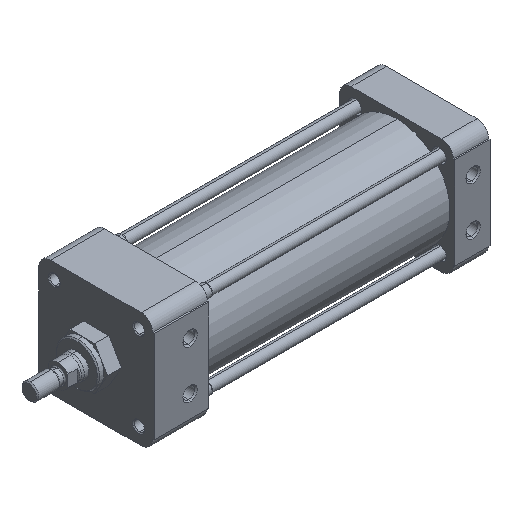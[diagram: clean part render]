
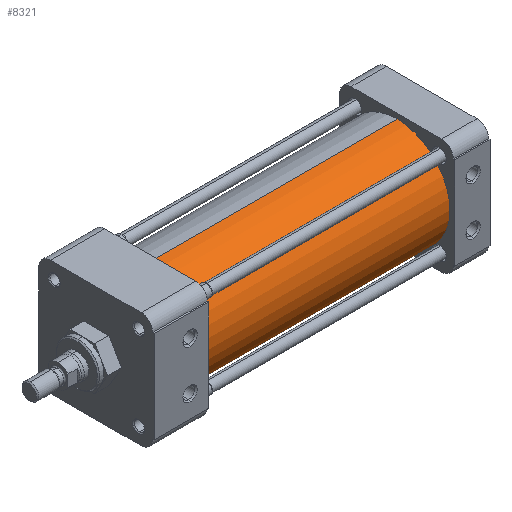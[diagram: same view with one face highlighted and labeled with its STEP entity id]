
A CAD part, isometric view. The second image highlights one B-rep face of the part: STEP entity #8321.
In plain terms, the highlighted cylindrical face has radius 34.925 mm (diameter 69.85 mm), a partial arc.
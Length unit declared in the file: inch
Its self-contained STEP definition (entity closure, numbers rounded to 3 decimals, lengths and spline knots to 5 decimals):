
#426 = VECTOR ( 'NONE', #10920, 39.37008 ) ;
#430 = EDGE_LOOP ( 'NONE', ( #11073, #6119, #13326, #5531 ) ) ;
#539 = VERTEX_POINT ( 'NONE', #11635 ) ;
#1292 = AXIS2_PLACEMENT_3D ( 'NONE', #6122, #14082, #7247 ) ;
#1944 = CIRCLE ( 'NONE', #13763, 1.375 ) ;
#3099 = CARTESIAN_POINT ( 'NONE',  ( 7.826, 0., 0. ) ) ;
#3796 = CARTESIAN_POINT ( 'NONE',  ( 7.826, 0., 1.375 ) ) ;
#3923 = DIRECTION ( 'NONE',  ( 0., 0., -1. ) ) ;
#4218 = DIRECTION ( 'NONE',  ( 0., 0., -1. ) ) ;
#4258 = EDGE_CURVE ( 'NONE', #14251, #539, #14423, .T. ) ;
#4503 = CIRCLE ( 'NONE', #1292, 1.375 ) ;
#4651 = AXIS2_PLACEMENT_3D ( 'NONE', #5001, #6126, #3923 ) ;
#5001 = CARTESIAN_POINT ( 'NONE',  ( 7.826, 0., 0. ) ) ;
#5281 = CYLINDRICAL_SURFACE ( 'NONE', #4651, 1.375 ) ;
#5531 = ORIENTED_EDGE ( 'NONE', *, *, #13360, .T. ) ;
#6119 = ORIENTED_EDGE ( 'NONE', *, *, #7425, .T. ) ;
#6122 = CARTESIAN_POINT ( 'NONE',  ( 1.42, 0., 0. ) ) ;
#6126 = DIRECTION ( 'NONE',  ( 1., 0., 0. ) ) ;
#6376 = LINE ( 'NONE', #9804, #426 ) ;
#6859 = EDGE_CURVE ( 'NONE', #8477, #7632, #6376, .T. ) ;
#7114 = CARTESIAN_POINT ( 'NONE',  ( 1.42, 0., 1.375 ) ) ;
#7247 = DIRECTION ( 'NONE',  ( 0., 0., -1. ) ) ;
#7425 = EDGE_CURVE ( 'NONE', #14251, #8477, #4503, .T. ) ;
#7632 = VERTEX_POINT ( 'NONE', #11040 ) ;
#8306 = VECTOR ( 'NONE', #14017, 39.37008 ) ;
#8321 = ADVANCED_FACE ( 'NONE', ( #9704 ), #5281, .T. ) ;
#8477 = VERTEX_POINT ( 'NONE', #9837 ) ;
#9704 = FACE_OUTER_BOUND ( 'NONE', #430, .T. ) ;
#9804 = CARTESIAN_POINT ( 'NONE',  ( 7.826, 0., -1.375 ) ) ;
#9837 = CARTESIAN_POINT ( 'NONE',  ( 1.42, 0., -1.375 ) ) ;
#10920 = DIRECTION ( 'NONE',  ( 1., 0., 0. ) ) ;
#10994 = DIRECTION ( 'NONE',  ( -1., 0., 0. ) ) ;
#11040 = CARTESIAN_POINT ( 'NONE',  ( 7.826, 0., -1.375 ) ) ;
#11073 = ORIENTED_EDGE ( 'NONE', *, *, #4258, .F. ) ;
#11635 = CARTESIAN_POINT ( 'NONE',  ( 7.826, 0., 1.375 ) ) ;
#13326 = ORIENTED_EDGE ( 'NONE', *, *, #6859, .T. ) ;
#13360 = EDGE_CURVE ( 'NONE', #7632, #539, #1944, .T. ) ;
#13763 = AXIS2_PLACEMENT_3D ( 'NONE', #3099, #10994, #4218 ) ;
#14017 = DIRECTION ( 'NONE',  ( 1., 0., 0. ) ) ;
#14082 = DIRECTION ( 'NONE',  ( 1., 0., 0. ) ) ;
#14251 = VERTEX_POINT ( 'NONE', #7114 ) ;
#14423 = LINE ( 'NONE', #3796, #8306 ) ;
